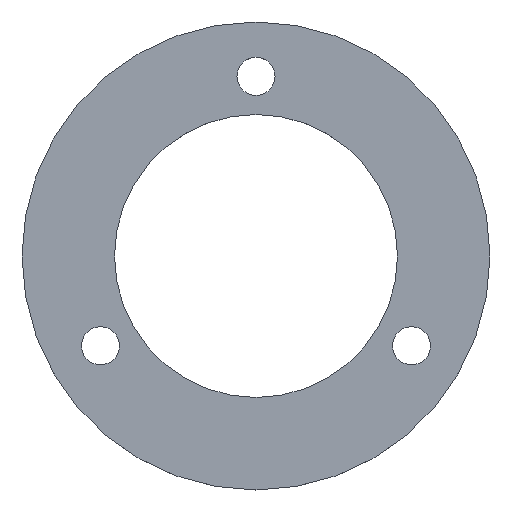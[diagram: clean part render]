
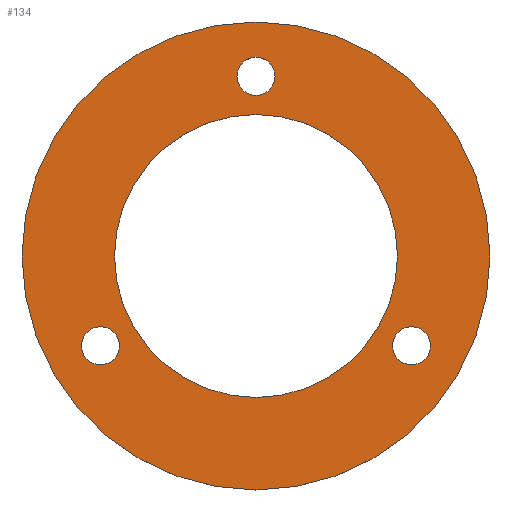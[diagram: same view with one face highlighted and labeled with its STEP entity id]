
A CAD part, top view. The second image highlights one B-rep face of the part: STEP entity #134.
In plain terms, the highlighted planar face has unit normal (0, 0, 1).
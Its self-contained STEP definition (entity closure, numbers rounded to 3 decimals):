
#14 = FACE_BOUND ( 'NONE', #401, .T. ) ;
#23 = AXIS2_PLACEMENT_3D ( 'NONE', #295, #288, #287 ) ;
#25 = FACE_OUTER_BOUND ( 'NONE', #104, .T. ) ;
#26 = AXIS2_PLACEMENT_3D ( 'NONE', #337, #336, #335 ) ;
#33 = AXIS2_PLACEMENT_3D ( 'NONE', #381, #380, #379 ) ;
#39 = AXIS2_PLACEMENT_3D ( 'NONE', #371, #370, #369 ) ;
#45 = FACE_BOUND ( 'NONE', #103, .T. ) ;
#52 = FACE_BOUND ( 'NONE', #119, .T. ) ;
#53 = AXIS2_PLACEMENT_3D ( 'NONE', #343, #342, #341 ) ;
#56 = AXIS2_PLACEMENT_3D ( 'NONE', #286, #282, #281 ) ;
#63 = FACE_BOUND ( 'NONE', #100, .T. ) ;
#64 = AXIS2_PLACEMENT_3D ( 'NONE', #387, #386, #385 ) ;
#65 = AXIS2_PLACEMENT_3D ( 'NONE', #340, #339, #338 ) ;
#67 = AXIS2_PLACEMENT_3D ( 'NONE', #328, #327, #326 ) ;
#71 = AXIS2_PLACEMENT_3D ( 'NONE', #301, #297, #296 ) ;
#74 = AXIS2_PLACEMENT_3D ( 'NONE', #325, #324, #323 ) ;
#100 = EDGE_LOOP ( 'NONE', ( #416, #410 ) ) ;
#101 = ORIENTED_EDGE ( 'NONE', *, *, #129, .F. ) ;
#103 = EDGE_LOOP ( 'NONE', ( #414, #412 ) ) ;
#104 = EDGE_LOOP ( 'NONE', ( #413, #409 ) ) ;
#110 = ORIENTED_EDGE ( 'NONE', *, *, #143, .F. ) ;
#112 = ORIENTED_EDGE ( 'NONE', *, *, #158, .F. ) ;
#119 = EDGE_LOOP ( 'NONE', ( #101, #415 ) ) ;
#123 = CARTESIAN_POINT ( 'NONE',  ( -1.75, 16.5, 0. ) ) ;
#129 = EDGE_CURVE ( 'NONE', #451, #436, #204, .T. ) ;
#131 = EDGE_CURVE ( 'NONE', #459, #468, #202, .T. ) ;
#134 = ADVANCED_FACE ( 'NONE', ( #14, #52, #45, #63, #25 ), #372, .T. ) ;
#143 = EDGE_CURVE ( 'NONE', #437, #439, #195, .T. ) ;
#144 = EDGE_CURVE ( 'NONE', #470, #435, #196, .T. ) ;
#145 = EDGE_CURVE ( 'NONE', #436, #451, #194, .T. ) ;
#148 = EDGE_CURVE ( 'NONE', #433, #456, #192, .T. ) ;
#149 = EDGE_CURVE ( 'NONE', #435, #470, #191, .T. ) ;
#158 = EDGE_CURVE ( 'NONE', #439, #437, #185, .T. ) ;
#161 = EDGE_CURVE ( 'NONE', #468, #459, #184, .T. ) ;
#163 = EDGE_CURVE ( 'NONE', #456, #433, #183, .T. ) ;
#183 = CIRCLE ( 'NONE', #56, 1.75 ) ;
#184 = CIRCLE ( 'NONE', #23, 21.5 ) ;
#185 = CIRCLE ( 'NONE', #71, 1.75 ) ;
#191 = CIRCLE ( 'NONE', #74, 13. ) ;
#192 = CIRCLE ( 'NONE', #67, 1.75 ) ;
#194 = CIRCLE ( 'NONE', #26, 1.75 ) ;
#195 = CIRCLE ( 'NONE', #53, 1.75 ) ;
#196 = CIRCLE ( 'NONE', #65, 13. ) ;
#202 = CIRCLE ( 'NONE', #33, 21.5 ) ;
#204 = CIRCLE ( 'NONE', #64, 1.75 ) ;
#245 = CARTESIAN_POINT ( 'NONE',  ( 16.039, -8.25, 0. ) ) ;
#246 = CARTESIAN_POINT ( 'NONE',  ( -21.5, 0., 0. ) ) ;
#248 = CARTESIAN_POINT ( 'NONE',  ( 21.5, 0., 0. ) ) ;
#252 = CARTESIAN_POINT ( 'NONE',  ( -13., 0., 0. ) ) ;
#255 = CARTESIAN_POINT ( 'NONE',  ( -16.039, -8.25, 0. ) ) ;
#258 = CARTESIAN_POINT ( 'NONE',  ( 1.75, 16.5, 0. ) ) ;
#259 = CARTESIAN_POINT ( 'NONE',  ( 12.539, -8.25, 0. ) ) ;
#260 = CARTESIAN_POINT ( 'NONE',  ( 13., 0., 0. ) ) ;
#262 = CARTESIAN_POINT ( 'NONE',  ( -12.539, -8.25, 0. ) ) ;
#281 = DIRECTION ( 'NONE',  ( 1., 0., 0. ) ) ;
#282 = DIRECTION ( 'NONE',  ( 0., 0., 1. ) ) ;
#286 = CARTESIAN_POINT ( 'NONE',  ( -14.289, -8.25, 0. ) ) ;
#287 = DIRECTION ( 'NONE',  ( 1., 0., 0. ) ) ;
#288 = DIRECTION ( 'NONE',  ( 0., 0., 1. ) ) ;
#295 = CARTESIAN_POINT ( 'NONE',  ( 0., 0., 0. ) ) ;
#296 = DIRECTION ( 'NONE',  ( 1., 0., 0. ) ) ;
#297 = DIRECTION ( 'NONE',  ( 0., 0., 1. ) ) ;
#301 = CARTESIAN_POINT ( 'NONE',  ( 0., 16.5, 0. ) ) ;
#323 = DIRECTION ( 'NONE',  ( 1., 0., 0. ) ) ;
#324 = DIRECTION ( 'NONE',  ( 0., 0., 1. ) ) ;
#325 = CARTESIAN_POINT ( 'NONE',  ( 0., 0., 0. ) ) ;
#326 = DIRECTION ( 'NONE',  ( 1., 0., 0. ) ) ;
#327 = DIRECTION ( 'NONE',  ( 0., 0., 1. ) ) ;
#328 = CARTESIAN_POINT ( 'NONE',  ( -14.289, -8.25, 0. ) ) ;
#335 = DIRECTION ( 'NONE',  ( 1., 0., 0. ) ) ;
#336 = DIRECTION ( 'NONE',  ( 0., 0., 1. ) ) ;
#337 = CARTESIAN_POINT ( 'NONE',  ( 14.289, -8.25, 0. ) ) ;
#338 = DIRECTION ( 'NONE',  ( 1., 0., 0. ) ) ;
#339 = DIRECTION ( 'NONE',  ( 0., 0., 1. ) ) ;
#340 = CARTESIAN_POINT ( 'NONE',  ( 0., 0., 0. ) ) ;
#341 = DIRECTION ( 'NONE',  ( 1., 0., 0. ) ) ;
#342 = DIRECTION ( 'NONE',  ( 0., 0., 1. ) ) ;
#343 = CARTESIAN_POINT ( 'NONE',  ( 0., 16.5, 0. ) ) ;
#369 = DIRECTION ( 'NONE',  ( 1., 0., 0. ) ) ;
#370 = DIRECTION ( 'NONE',  ( 0., 0., 1. ) ) ;
#371 = CARTESIAN_POINT ( 'NONE',  ( 0., 0., 0. ) ) ;
#372 = PLANE ( 'NONE',  #39 ) ;
#379 = DIRECTION ( 'NONE',  ( 1., 0., 0. ) ) ;
#380 = DIRECTION ( 'NONE',  ( 0., 0., 1. ) ) ;
#381 = CARTESIAN_POINT ( 'NONE',  ( 0., 0., 0. ) ) ;
#385 = DIRECTION ( 'NONE',  ( 1., 0., 0. ) ) ;
#386 = DIRECTION ( 'NONE',  ( 0., 0., 1. ) ) ;
#387 = CARTESIAN_POINT ( 'NONE',  ( 14.289, -8.25, 0. ) ) ;
#401 = EDGE_LOOP ( 'NONE', ( #110, #112 ) ) ;
#409 = ORIENTED_EDGE ( 'NONE', *, *, #131, .T. ) ;
#410 = ORIENTED_EDGE ( 'NONE', *, *, #144, .F. ) ;
#412 = ORIENTED_EDGE ( 'NONE', *, *, #163, .F. ) ;
#413 = ORIENTED_EDGE ( 'NONE', *, *, #161, .T. ) ;
#414 = ORIENTED_EDGE ( 'NONE', *, *, #148, .F. ) ;
#415 = ORIENTED_EDGE ( 'NONE', *, *, #145, .F. ) ;
#416 = ORIENTED_EDGE ( 'NONE', *, *, #149, .F. ) ;
#433 = VERTEX_POINT ( 'NONE', #262 ) ;
#435 = VERTEX_POINT ( 'NONE', #260 ) ;
#436 = VERTEX_POINT ( 'NONE', #259 ) ;
#437 = VERTEX_POINT ( 'NONE', #258 ) ;
#439 = VERTEX_POINT ( 'NONE', #123 ) ;
#451 = VERTEX_POINT ( 'NONE', #245 ) ;
#456 = VERTEX_POINT ( 'NONE', #255 ) ;
#459 = VERTEX_POINT ( 'NONE', #246 ) ;
#468 = VERTEX_POINT ( 'NONE', #248 ) ;
#470 = VERTEX_POINT ( 'NONE', #252 ) ;
